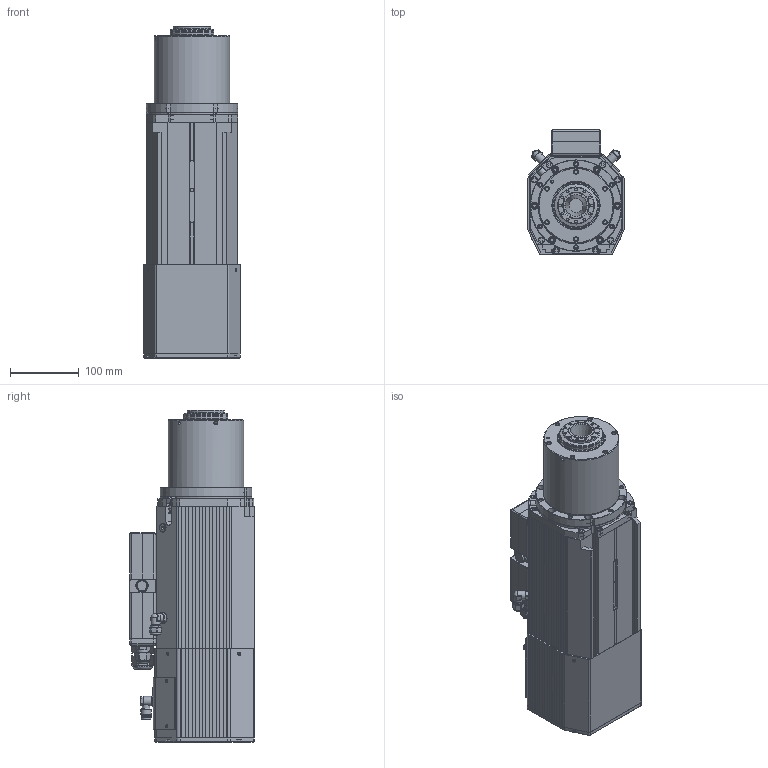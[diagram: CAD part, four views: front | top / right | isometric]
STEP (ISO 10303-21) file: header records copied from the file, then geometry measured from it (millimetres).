
FILE_DESCRIPTION (( 'STEP AP214' ), '1' );
FILE_NAME ('000-GDL70-30-24Z-9.0阨濮遙絮翋粣.STEP', '2023-11-22T02:20:19', ( '' ), ( '' ), 'SwSTEP 2.0', 'SolidWorks 2018', '' );
FILE_SCHEMA (( 'AUTOMOTIVE_DESIGN' ));
Length unit declared in the file: millimetre
Products named in the file (1): 000-GDL70-30-24Z-9.0阨濮遙絮翋粣
Bounding box: 141 x 181.5 x 483.5 mm (x, y, z)
Surface area: 420642.4 mm2 (no closed solid volume)
Topology: 0 solids, 67 shells, 1018 faces, 3270 edges, 2270 vertices
Faces by surface type: plane 534, cylinder 320, cone 100, torus 37, bspline 19, sphere 8
Full cylindrical faces by diameter (mm): 3.3 x20, 4 x5, 4.5 x8, 5 x20, 5.3 x2, 6.5 x2, 6.6 x1, 7 x4, 7.5 x4, 8 x3, 8.4 x2, 8.5 x2, 9 x8, 9.5 x1, 10.2 x2, 10.238 x1, 10.5 x6, 10.6 x2, 11 x1, 11.2 x2, 12 x4, 12.5 x2, 13 x5, 13.702 x2, 13.8 x2, 14.4 x4, 14.8 x4, 15 x2, 15.3 x1, 16 x2
Entity records: 48339 total; most frequent: CARTESIAN_POINT 9745, DIRECTION 5743, ORIENTED_EDGE 4828, EDGE_CURVE 2986, VERTEX_POINT 2217, AXIS2_PLACEMENT_3D 2060, VECTOR 1623, LINE 1623
